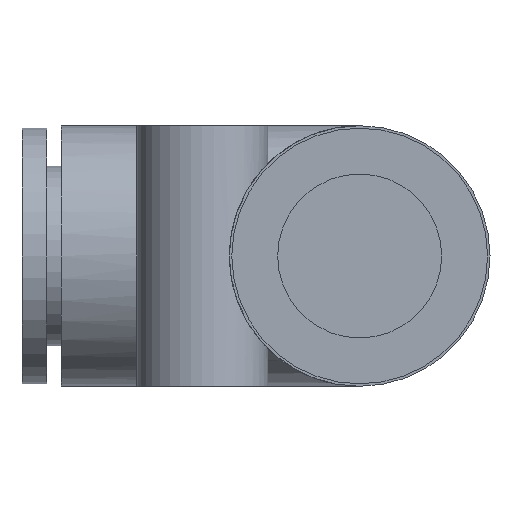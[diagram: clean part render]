
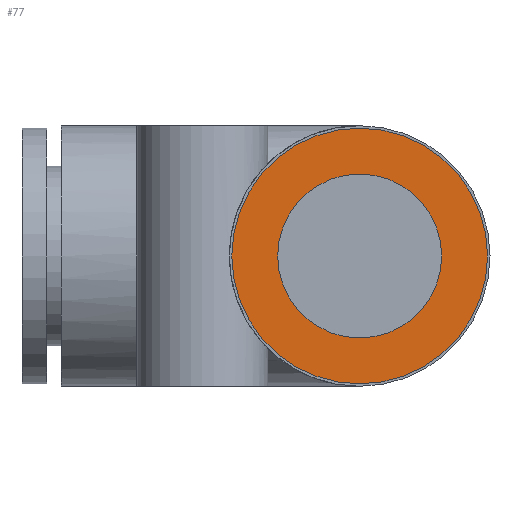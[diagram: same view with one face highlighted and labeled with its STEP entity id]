
A CAD part, left-side view. The second image highlights one B-rep face of the part: STEP entity #77.
In plain terms, the highlighted planar face has unit normal (-1, 0, 0).
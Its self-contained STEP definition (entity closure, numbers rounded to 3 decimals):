
#77 = ADVANCED_FACE( '', ( #178, #179 ), #180, .F. );
#178 = FACE_OUTER_BOUND( '', #309, .T. );
#179 = FACE_BOUND( '', #310, .T. );
#180 = PLANE( '', #311 );
#309 = EDGE_LOOP( '', ( #461 ) );
#310 = EDGE_LOOP( '', ( #462 ) );
#311 = AXIS2_PLACEMENT_3D( '', #463, #464, #465 );
#461 = ORIENTED_EDGE( '', *, *, #592, .F. );
#462 = ORIENTED_EDGE( '', *, *, #623, .F. );
#463 = CARTESIAN_POINT( '', ( -20.6, 0., 0. ) );
#464 = DIRECTION( '', ( 1., 0., 0. ) );
#465 = DIRECTION( '', ( 0., 0., -1. ) );
#592 = EDGE_CURVE( '', #663, #663, #664, .T. );
#623 = EDGE_CURVE( '', #715, #715, #716, .T. );
#663 = VERTEX_POINT( '', #766 );
#664 = CIRCLE( '', #767, 7.8 );
#715 = VERTEX_POINT( '', #942 );
#716 = CIRCLE( '', #943, 5. );
#766 = CARTESIAN_POINT( '', ( -20.6, 0., -7.8 ) );
#767 = AXIS2_PLACEMENT_3D( '', #1116, #1117, #1118 );
#942 = CARTESIAN_POINT( '', ( -20.6, 5., 0. ) );
#943 = AXIS2_PLACEMENT_3D( '', #1173, #1174, #1175 );
#1116 = CARTESIAN_POINT( '', ( -20.6, 0., 0. ) );
#1117 = DIRECTION( '', ( 1., 0., 0. ) );
#1118 = DIRECTION( '', ( 0., 0., -1. ) );
#1173 = CARTESIAN_POINT( '', ( -20.6, 0., 0. ) );
#1174 = DIRECTION( '', ( -1., 0., 0. ) );
#1175 = DIRECTION( '', ( 0., 1., 0. ) );
